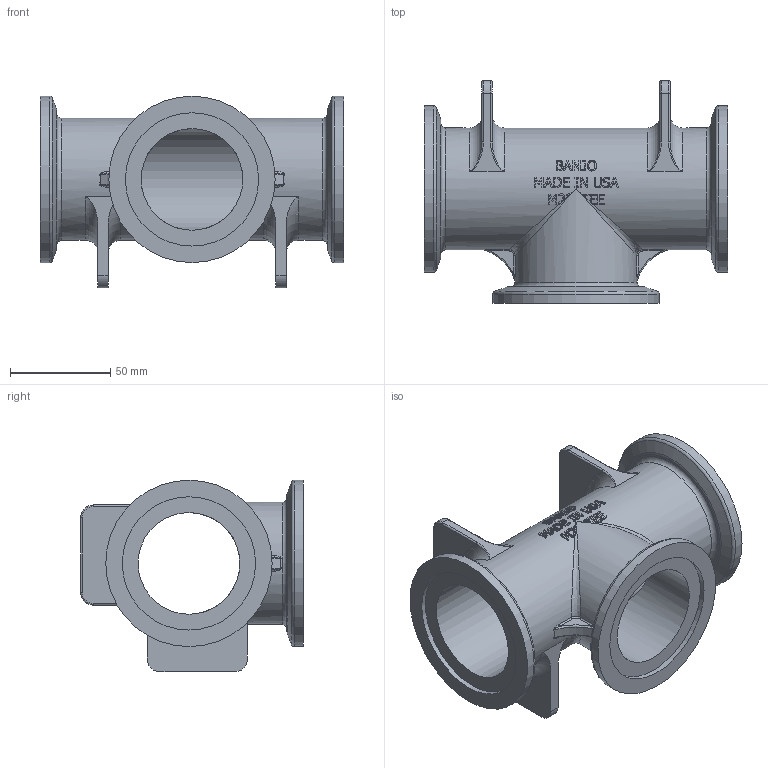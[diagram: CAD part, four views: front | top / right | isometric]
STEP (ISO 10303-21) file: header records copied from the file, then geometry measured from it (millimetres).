
FILE_DESCRIPTION(/* description */ ('2" FP MANIFOLD TEE'),/* implementation_level */ '2;1');
FILE_NAME(/* name */ 'M220TEE.stp',/* time_stamp */ '2018-07-30T10:47:51-04:00',/* author */ ('aaron'),/* organization */ (''),/* preprocessor_version */ 'ST-DEVELOPER v17',/* originating_system */ 'Autodesk Inventor 2018',/* authorisation */ '');
FILE_SCHEMA (('AUTOMOTIVE_DESIGN { 1 0 10303 214 3 1 1 }'));
Length unit declared in the file: inch
Products named in the file (1): M220TEE
Bounding box: 151.38 x 111.25 x 95.63 mm (x, y, z)
Volume: 232075.3 mm3; surface area: 89428.7 mm2
Topology: 1 solids, 1 shells, 420 faces, 1134 edges, 742 vertices
Faces by surface type: plane 206, bspline 114, cylinder 68, torus 29, cone 3
Full cylindrical faces by diameter (mm): 50.8 x2, 60.96 x2, 66.548 x3, 83.058 x3
Entity records: 16087 total; most frequent: CARTESIAN_POINT 5942, ORIENTED_EDGE 2260, DIRECTION 1890, EDGE_CURVE 1130, VERTEX_POINT 742, AXIS2_PLACEMENT_3D 694, LINE 502, VECTOR 502
